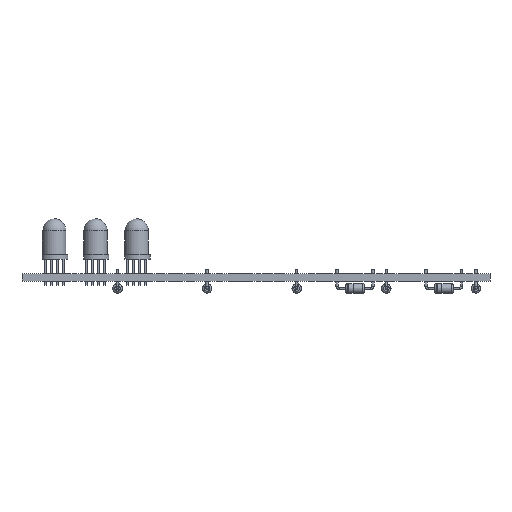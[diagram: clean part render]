
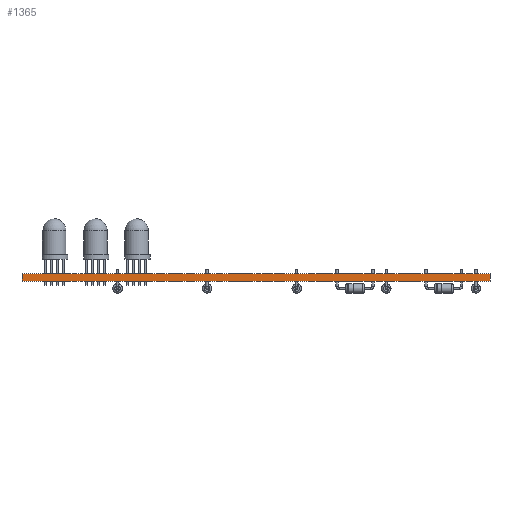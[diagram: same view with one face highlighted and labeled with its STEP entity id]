
A CAD part, front view. The second image highlights one B-rep face of the part: STEP entity #1365.
In plain terms, the highlighted planar face has unit normal (0, -1, 0).
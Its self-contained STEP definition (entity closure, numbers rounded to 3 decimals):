
#1365 = ADVANCED_FACE('',(#1366),#1400,.T.);
#1366 = FACE_BOUND('',#1367,.T.);
#1367 = EDGE_LOOP('',(#1368,#1378,#1386,#1394));
#1368 = ORIENTED_EDGE('',*,*,#1369,.T.);
#1369 = EDGE_CURVE('',#1370,#1372,#1374,.T.);
#1370 = VERTEX_POINT('',#1371);
#1371 = CARTESIAN_POINT('',(188.,-148.697,0.));
#1372 = VERTEX_POINT('',#1373);
#1373 = CARTESIAN_POINT('',(188.,-148.697,1.6));
#1374 = LINE('',#1375,#1376);
#1375 = CARTESIAN_POINT('',(188.,-148.697,0.));
#1376 = VECTOR('',#1377,1.);
#1377 = DIRECTION('',(0.,0.,1.));
#1378 = ORIENTED_EDGE('',*,*,#1379,.T.);
#1379 = EDGE_CURVE('',#1372,#1380,#1382,.T.);
#1380 = VERTEX_POINT('',#1381);
#1381 = CARTESIAN_POINT('',(88.5,-148.697,1.6));
#1382 = LINE('',#1383,#1384);
#1383 = CARTESIAN_POINT('',(188.,-148.697,1.6));
#1384 = VECTOR('',#1385,1.);
#1385 = DIRECTION('',(-1.,0.,0.));
#1386 = ORIENTED_EDGE('',*,*,#1387,.F.);
#1387 = EDGE_CURVE('',#1388,#1380,#1390,.T.);
#1388 = VERTEX_POINT('',#1389);
#1389 = CARTESIAN_POINT('',(88.5,-148.697,0.));
#1390 = LINE('',#1391,#1392);
#1391 = CARTESIAN_POINT('',(88.5,-148.697,0.));
#1392 = VECTOR('',#1393,1.);
#1393 = DIRECTION('',(0.,0.,1.));
#1394 = ORIENTED_EDGE('',*,*,#1395,.F.);
#1395 = EDGE_CURVE('',#1370,#1388,#1396,.T.);
#1396 = LINE('',#1397,#1398);
#1397 = CARTESIAN_POINT('',(188.,-148.697,0.));
#1398 = VECTOR('',#1399,1.);
#1399 = DIRECTION('',(-1.,0.,0.));
#1400 = PLANE('',#1401);
#1401 = AXIS2_PLACEMENT_3D('',#1402,#1403,#1404);
#1402 = CARTESIAN_POINT('',(188.,-148.697,0.));
#1403 = DIRECTION('',(0.,-1.,0.));
#1404 = DIRECTION('',(-1.,0.,0.));
